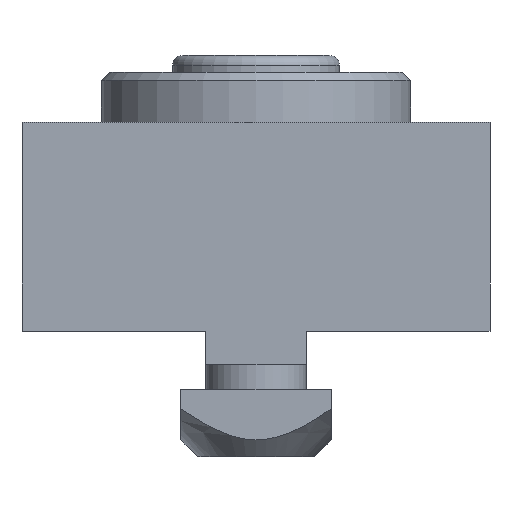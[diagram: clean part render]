
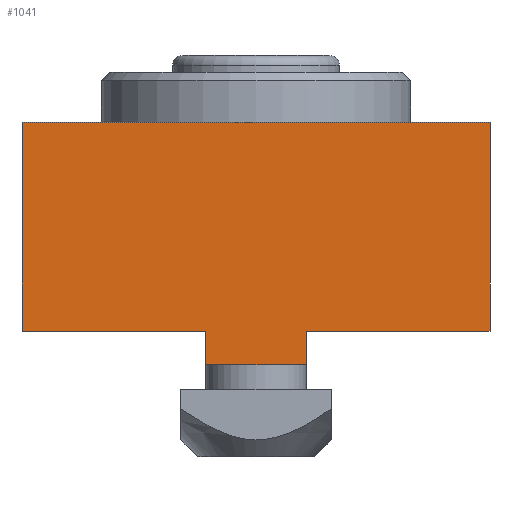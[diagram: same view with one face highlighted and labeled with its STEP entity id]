
A CAD part, front view. The second image highlights one B-rep face of the part: STEP entity #1041.
In plain terms, the highlighted planar face has unit normal (0, -1, 0).
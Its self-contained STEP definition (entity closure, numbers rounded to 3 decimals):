
#162=FACE_OUTER_BOUND('',#216,.T.);
#216=EDGE_LOOP('',(#773,#774,#775,#776,#777,#778,#779,#780));
#270=LINE('',#1652,#353);
#282=LINE('',#1682,#365);
#285=LINE('',#1698,#368);
#295=LINE('',#1719,#378);
#304=LINE('',#1737,#387);
#306=LINE('',#1745,#389);
#308=LINE('',#1756,#391);
#309=LINE('',#1757,#392);
#353=VECTOR('',#1321,10.);
#365=VECTOR('',#1345,10.);
#368=VECTOR('',#1360,10.);
#378=VECTOR('',#1376,10.);
#387=VECTOR('',#1391,10.);
#389=VECTOR('',#1403,10.);
#391=VECTOR('',#1421,10.);
#392=VECTOR('',#1422,10.);
#436=VERTEX_POINT('',#1649);
#437=VERTEX_POINT('',#1651);
#449=VERTEX_POINT('',#1680);
#455=VERTEX_POINT('',#1695);
#456=VERTEX_POINT('',#1697);
#464=VERTEX_POINT('',#1717);
#470=VERTEX_POINT('',#1735);
#472=VERTEX_POINT('',#1755);
#541=EDGE_CURVE('',#437,#436,#270,.T.);
#556=EDGE_CURVE('',#436,#449,#282,.T.);
#564=EDGE_CURVE('',#456,#455,#285,.T.);
#575=EDGE_CURVE('',#455,#464,#295,.T.);
#584=EDGE_CURVE('',#449,#470,#304,.T.);
#589=EDGE_CURVE('',#464,#437,#306,.T.);
#595=EDGE_CURVE('',#472,#470,#308,.T.);
#596=EDGE_CURVE('',#456,#472,#309,.T.);
#773=ORIENTED_EDGE('',*,*,#541,.T.);
#774=ORIENTED_EDGE('',*,*,#556,.T.);
#775=ORIENTED_EDGE('',*,*,#584,.T.);
#776=ORIENTED_EDGE('',*,*,#595,.F.);
#777=ORIENTED_EDGE('',*,*,#596,.F.);
#778=ORIENTED_EDGE('',*,*,#564,.T.);
#779=ORIENTED_EDGE('',*,*,#575,.T.);
#780=ORIENTED_EDGE('',*,*,#589,.T.);
#1003=PLANE('',#1219);
#1041=ADVANCED_FACE('',(#162),#1003,.T.);
#1219=AXIS2_PLACEMENT_3D('',#1754,#1419,#1420);
#1321=DIRECTION('',(0.,0.,1.));
#1345=DIRECTION('',(1.,0.,0.));
#1360=DIRECTION('',(1.,0.,0.));
#1376=DIRECTION('',(0.,0.,-1.));
#1391=DIRECTION('',(0.,0.,1.));
#1403=DIRECTION('',(1.,0.,0.));
#1419=DIRECTION('center_axis',(0.,-1.,0.));
#1420=DIRECTION('ref_axis',(1.,0.,0.));
#1421=DIRECTION('',(1.,0.,0.));
#1422=DIRECTION('',(0.,0.,1.));
#1649=CARTESIAN_POINT('',(3.,-30.,2.));
#1651=CARTESIAN_POINT('',(3.,-30.,0.));
#1652=CARTESIAN_POINT('',(3.,-30.,0.));
#1680=CARTESIAN_POINT('',(14.,-30.,2.));
#1682=CARTESIAN_POINT('',(-2.75,-30.,2.));
#1695=CARTESIAN_POINT('',(-3.,-30.,2.));
#1697=CARTESIAN_POINT('',(-14.,-30.,2.));
#1698=CARTESIAN_POINT('',(-11.25,-30.,2.));
#1717=CARTESIAN_POINT('',(-3.,-30.,0.));
#1719=CARTESIAN_POINT('',(-3.,-30.,0.));
#1735=CARTESIAN_POINT('',(14.,-30.,14.5));
#1737=CARTESIAN_POINT('',(14.,-30.,0.));
#1745=CARTESIAN_POINT('',(-14.,-30.,0.));
#1754=CARTESIAN_POINT('Origin',(-14.,-30.,0.));
#1755=CARTESIAN_POINT('',(-14.,-30.,14.5));
#1756=CARTESIAN_POINT('',(-14.,-30.,14.5));
#1757=CARTESIAN_POINT('',(-14.,-30.,0.));
